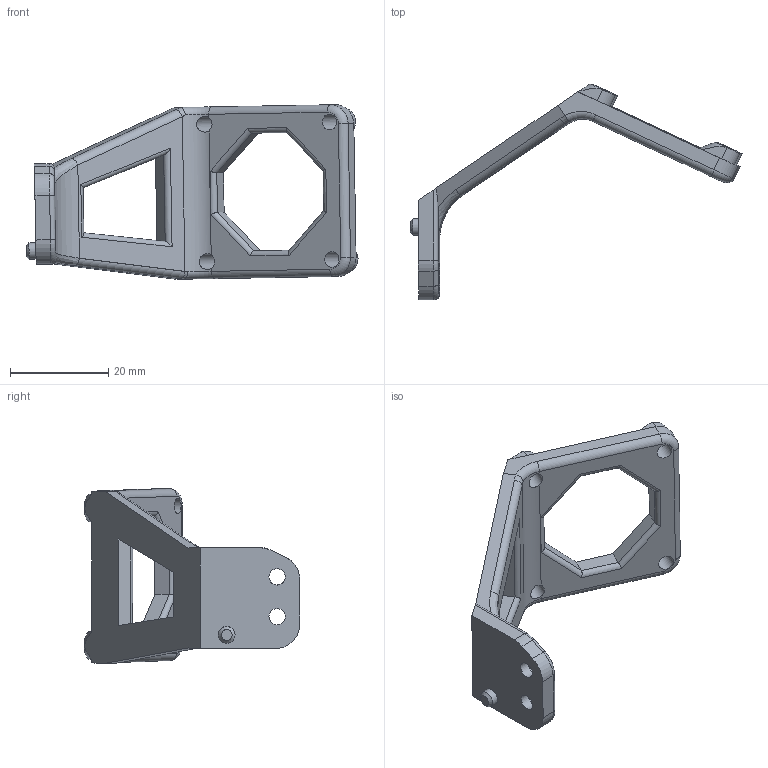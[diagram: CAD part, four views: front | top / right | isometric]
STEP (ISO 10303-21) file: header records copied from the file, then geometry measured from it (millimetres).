
FILE_DESCRIPTION(('HOOPS Exchange Step'),'2;1');
FILE_NAME('temp_export','2025-08-03T12:46:53+02:00',('tim'),('Shapr3D Limited'),'HOOPS Exchange 2024.8','Shapr3D','Authorized');
FILE_SCHEMA( ('AP242_MANAGED_MODEL_BASED_3D_ENGINEERING_MIM_LF {1 0 10303 442 1 1 4}') );
Length unit declared in the file: millimetre
Products named in the file (2): SO-ARM101_camera_wrist_mount(1).step; root
Assembly tree (1 placements, depth 2):
  root
    SO-ARM101_camera_wrist_mount(1).step
Bounding box: 67.65 x 43.96 x 35.57 mm (x, y, z)
Volume: 7759.9 mm3; surface area: 5592.9 mm2
Topology: 1 solids, 1 shells, 103 faces, 275 edges, 177 vertices
Faces by surface type: cylinder 45, plane 42, torus 7, cone 5, bspline 4
Full cylindrical faces by diameter (mm): 3.2 x4, 3.3 x2, 3.4 x1, 5.4 x2
Entity records: 4065 total; most frequent: CARTESIAN_POINT 1352, DIRECTION 576, ORIENTED_EDGE 550, EDGE_CURVE 275, AXIS2_PLACEMENT_3D 219, VERTEX_POINT 177, VECTOR 138, LINE 138
